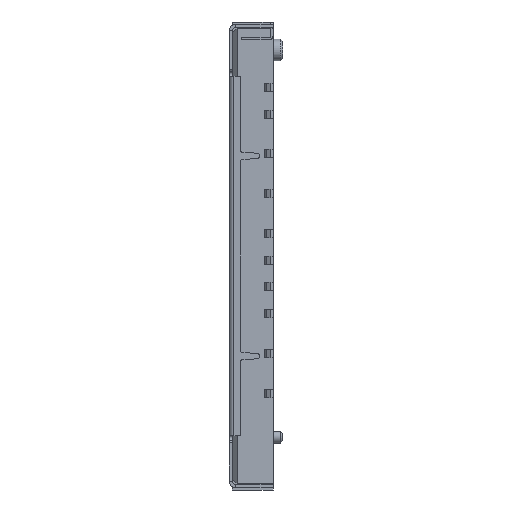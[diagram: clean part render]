
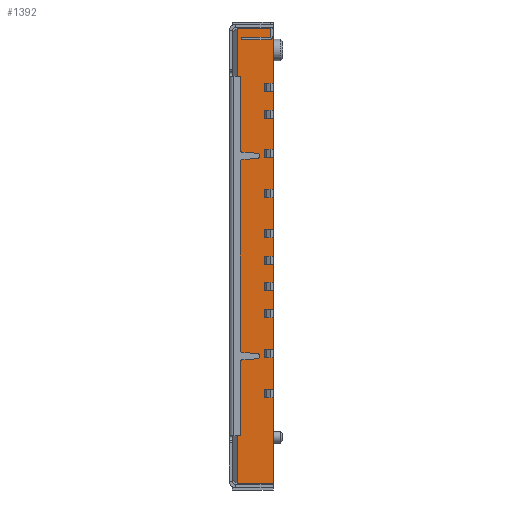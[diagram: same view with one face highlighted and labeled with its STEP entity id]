
A CAD part, left-side view. The second image highlights one B-rep face of the part: STEP entity #1392.
In plain terms, the highlighted planar face has unit normal (-1, 0, 0).
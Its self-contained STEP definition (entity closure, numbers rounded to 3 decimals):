
#239 = DIRECTION ( 'NONE',  ( 0., -1., 0. ) ) ;
#399 = CARTESIAN_POINT ( 'NONE',  ( -23.5, 2.25, 14.22 ) ) ;
#740 = DIRECTION ( 'NONE',  ( 1., 0., 0. ) ) ;
#835 = EDGE_CURVE ( 'NONE', #2678, #2429, #7912, .T. ) ;
#897 = VECTOR ( 'NONE', #239, 1000. ) ;
#1392 = ADVANCED_FACE ( 'NONE', ( #6021 ), #4334, .F. ) ;
#1550 = CARTESIAN_POINT ( 'NONE',  ( -23.5, 2.25, 14.6 ) ) ;
#1662 = VECTOR ( 'NONE', #2499, 1000. ) ;
#1983 = EDGE_CURVE ( 'NONE', #2678, #4619, #2494, .T. ) ;
#2190 = ORIENTED_EDGE ( 'NONE', *, *, #835, .F. ) ;
#2213 = ORIENTED_EDGE ( 'NONE', *, *, #1983, .T. ) ;
#2429 = VERTEX_POINT ( 'NONE', #5712 ) ;
#2494 = LINE ( 'NONE', #1550, #6334 ) ;
#2496 = ORIENTED_EDGE ( 'NONE', *, *, #8899, .T. ) ;
#2499 = DIRECTION ( 'NONE',  ( 0., -1., 0. ) ) ;
#2678 = VERTEX_POINT ( 'NONE', #399 ) ;
#2808 = CARTESIAN_POINT ( 'NONE',  ( -23.5, 0., -14.22 ) ) ;
#2953 = VECTOR ( 'NONE', #6106, 1000. ) ;
#3195 = CARTESIAN_POINT ( 'NONE',  ( -23.5, 0., 14.6 ) ) ;
#3630 = CARTESIAN_POINT ( 'NONE',  ( -23.5, 2.55, 14.6 ) ) ;
#3718 = EDGE_CURVE ( 'NONE', #9175, #2429, #4887, .T. ) ;
#3780 = CARTESIAN_POINT ( 'NONE',  ( -23.5, 2.55, 14.22 ) ) ;
#4334 = PLANE ( 'NONE',  #6363 ) ;
#4489 = DIRECTION ( 'NONE',  ( 0., 0., -1. ) ) ;
#4619 = VERTEX_POINT ( 'NONE', #7610 ) ;
#4887 = LINE ( 'NONE', #3195, #2953 ) ;
#5712 = CARTESIAN_POINT ( 'NONE',  ( -23.5, 0., 14.22 ) ) ;
#6021 = FACE_OUTER_BOUND ( 'NONE', #7630, .T. ) ;
#6106 = DIRECTION ( 'NONE',  ( 0., 0., 1. ) ) ;
#6113 = CARTESIAN_POINT ( 'NONE',  ( -23.5, 2.55, -14.22 ) ) ;
#6334 = VECTOR ( 'NONE', #4489, 1000. ) ;
#6363 = AXIS2_PLACEMENT_3D ( 'NONE', #3630, #740, #7977 ) ;
#6368 = ORIENTED_EDGE ( 'NONE', *, *, #3718, .T. ) ;
#7610 = CARTESIAN_POINT ( 'NONE',  ( -23.5, 2.25, -14.22 ) ) ;
#7630 = EDGE_LOOP ( 'NONE', ( #2190, #2213, #2496, #6368 ) ) ;
#7912 = LINE ( 'NONE', #3780, #897 ) ;
#7977 = DIRECTION ( 'NONE',  ( 0., 0., -1. ) ) ;
#8899 = EDGE_CURVE ( 'NONE', #4619, #9175, #9348, .T. ) ;
#9175 = VERTEX_POINT ( 'NONE', #2808 ) ;
#9348 = LINE ( 'NONE', #6113, #1662 ) ;
